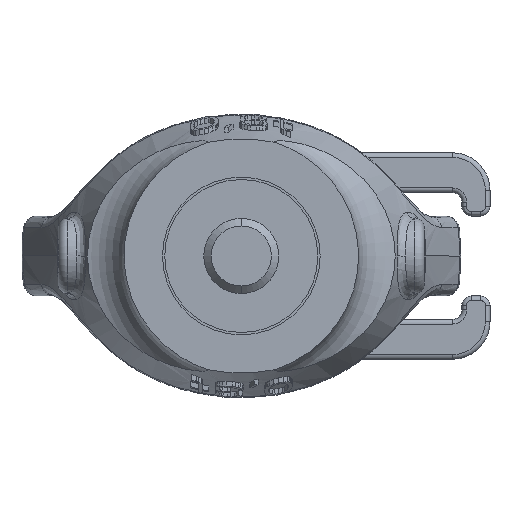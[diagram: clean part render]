
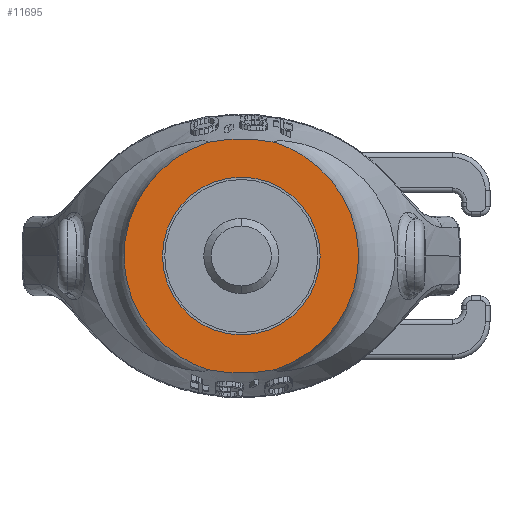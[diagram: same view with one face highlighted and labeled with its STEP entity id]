
A CAD part, front view. The second image highlights one B-rep face of the part: STEP entity #11695.
In plain terms, the highlighted planar face has unit normal (0, -1, 0).
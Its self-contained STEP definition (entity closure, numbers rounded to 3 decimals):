
#2318=CARTESIAN_POINT('',(3.597,0.,-12.102));
#2319=CARTESIAN_POINT('',(4.351,0.,-11.856));
#2320=CARTESIAN_POINT('',(5.783,0.,-11.24));
#2321=CARTESIAN_POINT('',(7.738,0.,-9.952));
#2322=CARTESIAN_POINT('',(9.412,0.,-8.352));
#2323=CARTESIAN_POINT('',(10.766,0.,-6.495));
#2324=CARTESIAN_POINT('',(11.758,0.,-4.441));
#2325=CARTESIAN_POINT('',(12.364,0.,-2.254));
#2326=CARTESIAN_POINT('',(12.568,0.,0.));
#2327=CARTESIAN_POINT('',(12.364,0.,2.254));
#2328=CARTESIAN_POINT('',(11.758,0.,4.441));
#2329=CARTESIAN_POINT('',(10.766,0.,6.495));
#2330=CARTESIAN_POINT('',(9.412,0.,8.352));
#2331=CARTESIAN_POINT('',(7.738,0.,9.952));
#2332=CARTESIAN_POINT('',(5.783,0.,11.24));
#2333=CARTESIAN_POINT('',(4.351,0.,11.856));
#2334=CARTESIAN_POINT('',(3.597,0.,12.102));
#2336=CARTESIAN_POINT('',(3.597,0.,-12.102));
#2337=CARTESIAN_POINT('',(3.335,0.,-12.161));
#2338=CARTESIAN_POINT('',(2.153,0.,-12.396));
#2339=CARTESIAN_POINT('',(0.,0.,-12.581));
#2340=CARTESIAN_POINT('',(-2.153,0.,-12.396));
#2341=CARTESIAN_POINT('',(-3.335,0.,-12.161));
#2342=CARTESIAN_POINT('',(-3.597,0.,-12.102));
#2344=CARTESIAN_POINT('',(3.597,0.,12.102));
#2345=CARTESIAN_POINT('',(3.335,0.,12.161));
#2346=CARTESIAN_POINT('',(2.153,0.,12.396));
#2347=CARTESIAN_POINT('',(0.,0.,12.581));
#2348=CARTESIAN_POINT('',(-2.153,0.,12.396));
#2349=CARTESIAN_POINT('',(-3.335,0.,12.161));
#2350=CARTESIAN_POINT('',(-3.597,0.,12.102));
#2352=CARTESIAN_POINT('',(0.,0.,0.));
#2353=DIRECTION('',(0.,-1.,0.));
#2354=DIRECTION('',(1.,0.,0.));
#2355=AXIS2_PLACEMENT_3D('',#2352,#2353,#2354);
#2357=CARTESIAN_POINT('',(0.,0.,0.));
#2358=DIRECTION('',(0.,-1.,0.));
#2359=DIRECTION('',(-1.,0.,0.));
#2360=AXIS2_PLACEMENT_3D('',#2357,#2358,#2359);
#2362=CARTESIAN_POINT('',(-3.597,0.,12.102));
#2363=CARTESIAN_POINT('',(-4.351,0.,11.856));
#2364=CARTESIAN_POINT('',(-5.783,0.,11.24));
#2365=CARTESIAN_POINT('',(-7.738,0.,9.952));
#2366=CARTESIAN_POINT('',(-9.412,0.,8.352));
#2367=CARTESIAN_POINT('',(-10.766,0.,6.495));
#2368=CARTESIAN_POINT('',(-11.758,0.,4.441));
#2369=CARTESIAN_POINT('',(-12.364,0.,2.254));
#2370=CARTESIAN_POINT('',(-12.568,0.,0.));
#2371=CARTESIAN_POINT('',(-12.364,0.,-2.254));
#2372=CARTESIAN_POINT('',(-11.758,0.,-4.441));
#2373=CARTESIAN_POINT('',(-10.766,0.,-6.495));
#2374=CARTESIAN_POINT('',(-9.412,0.,-8.352));
#2375=CARTESIAN_POINT('',(-7.738,0.,-9.952));
#2376=CARTESIAN_POINT('',(-5.783,0.,-11.24));
#2377=CARTESIAN_POINT('',(-4.351,0.,-11.856));
#2378=CARTESIAN_POINT('',(-3.597,0.,-12.102));
#8298=CARTESIAN_POINT('',(8.4,0.,0.));
#8299=CARTESIAN_POINT('',(-8.4,0.,0.));
#8300=VERTEX_POINT('',#8298);
#8301=VERTEX_POINT('',#8299);
#9172=VERTEX_POINT('',#2344);
#9173=VERTEX_POINT('',#2350);
#9174=VERTEX_POINT('',#2336);
#9175=VERTEX_POINT('',#2342);
#11677=CARTESIAN_POINT('',(-14.387,0.,0.));
#11678=DIRECTION('',(0.,-1.,0.));
#11679=DIRECTION('',(1.,0.,0.));
#11680=AXIS2_PLACEMENT_3D('',#11677,#11678,#11679);
#11681=PLANE('',#11680);
#11682=ORIENTED_EDGE('',*,*,#11670,.F.);
#11683=ORIENTED_EDGE('',*,*,#9932,.T.);
#11685=ORIENTED_EDGE('',*,*,#11684,.F.);
#11686=ORIENTED_EDGE('',*,*,#10468,.F.);
#11687=EDGE_LOOP('',(#11682,#11683,#11685,#11686));
#11688=FACE_OUTER_BOUND('',#11687,.F.);
#11690=ORIENTED_EDGE('',*,*,#11689,.T.);
#11692=ORIENTED_EDGE('',*,*,#11691,.T.);
#11693=EDGE_LOOP('',(#11690,#11692));
#11694=FACE_BOUND('',#11693,.F.);
#11695=ADVANCED_FACE('',(#11688,#11694),#11681,.T.);
#2335=B_SPLINE_CURVE_WITH_KNOTS('',3,(#2318,#2319,#2320,#2321,#2322,#2323,#2324,
#2325,#2326,#2327,#2328,#2329,#2330,#2331,#2332,#2333,#2334),.UNSPECIFIED.,.F.,
.F.,(4,1,1,1,1,1,1,1,1,1,1,1,1,1,4),(0.,0.071,0.143,
0.214,0.286,0.357,0.429,0.5,
0.571,0.643,0.714,0.786,
0.857,0.929,1.),.UNSPECIFIED.);
#2343=B_SPLINE_CURVE_WITH_KNOTS('',3,(#2336,#2337,#2338,#2339,#2340,#2341,
#2342),.UNSPECIFIED.,.F.,.F.,(4,1,1,1,4),(0.,0.112,0.5,
0.888,1.),.UNSPECIFIED.);
#2351=B_SPLINE_CURVE_WITH_KNOTS('',3,(#2344,#2345,#2346,#2347,#2348,#2349,
#2350),.UNSPECIFIED.,.F.,.F.,(4,1,1,1,4),(0.,0.112,0.5,
0.888,1.),.UNSPECIFIED.);
#2356=CIRCLE('',#2355,8.4);
#2361=CIRCLE('',#2360,8.4);
#2379=B_SPLINE_CURVE_WITH_KNOTS('',3,(#2362,#2363,#2364,#2365,#2366,#2367,#2368,
#2369,#2370,#2371,#2372,#2373,#2374,#2375,#2376,#2377,#2378),.UNSPECIFIED.,.F.,
.F.,(4,1,1,1,1,1,1,1,1,1,1,1,1,1,4),(0.,0.071,0.143,
0.214,0.286,0.357,0.429,0.5,
0.571,0.643,0.714,0.786,
0.857,0.929,1.),.UNSPECIFIED.);
#9932=EDGE_CURVE('',#9174,#9175,#2343,.T.);
#10468=EDGE_CURVE('',#9172,#9173,#2351,.T.);
#11670=EDGE_CURVE('',#9174,#9172,#2335,.T.);
#11684=EDGE_CURVE('',#9173,#9175,#2379,.T.);
#11689=EDGE_CURVE('',#8300,#8301,#2356,.T.);
#11691=EDGE_CURVE('',#8301,#8300,#2361,.T.);
